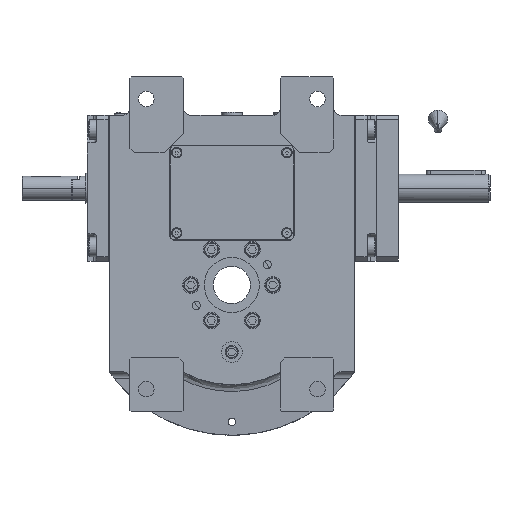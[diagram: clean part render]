
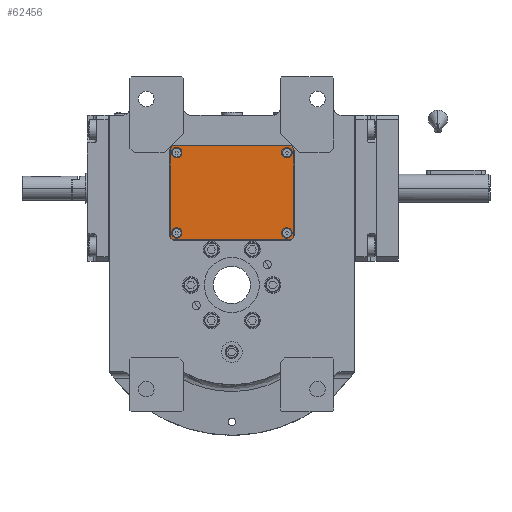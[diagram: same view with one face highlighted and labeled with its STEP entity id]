
A CAD part, front view. The second image highlights one B-rep face of the part: STEP entity #62456.
In plain terms, the highlighted face is planar.
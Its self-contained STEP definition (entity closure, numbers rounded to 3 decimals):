
#242 = LINE ( 'NONE', #22810, #59464 ) ;
#354 = ORIENTED_EDGE ( 'NONE', *, *, #19547, .T. ) ;
#1164 = EDGE_LOOP ( 'NONE', ( #16157, #15853 ) ) ;
#1372 = ORIENTED_EDGE ( 'NONE', *, *, #66536, .F. ) ;
#1833 = EDGE_CURVE ( 'NONE', #47384, #44390, #71338, .T. ) ;
#1935 = CARTESIAN_POINT ( 'NONE',  ( 40.5, -27., 3. ) ) ;
#2127 = AXIS2_PLACEMENT_3D ( 'NONE', #54901, #65983, #21648 ) ;
#2855 = CARTESIAN_POINT ( 'NONE',  ( 33.5, -27., 3. ) ) ;
#3366 = CARTESIAN_POINT ( 'NONE',  ( -37., -27., 3. ) ) ;
#4466 = EDGE_LOOP ( 'NONE', ( #65292, #1372 ) ) ;
#4737 = EDGE_CURVE ( 'NONE', #44390, #47384, #58852, .T. ) ;
#5111 = VERTEX_POINT ( 'NONE', #64570 ) ;
#5166 = VERTEX_POINT ( 'NONE', #58652 ) ;
#5573 = CIRCLE ( 'NONE', #17425, 3.5 ) ;
#6626 = CARTESIAN_POINT ( 'NONE',  ( 37., 27., 3. ) ) ;
#6962 = CARTESIAN_POINT ( 'NONE',  ( 37., 27., 3. ) ) ;
#7357 = EDGE_LOOP ( 'NONE', ( #29067, #42280 ) ) ;
#7535 = VERTEX_POINT ( 'NONE', #2855 ) ;
#7647 = CARTESIAN_POINT ( 'NONE',  ( -40.5, 27., 3. ) ) ;
#9903 = ORIENTED_EDGE ( 'NONE', *, *, #24139, .T. ) ;
#10601 = CARTESIAN_POINT ( 'NONE',  ( -33.5, 27., 3. ) ) ;
#10753 = VECTOR ( 'NONE', #64776, 1000. ) ;
#11298 = ORIENTED_EDGE ( 'NONE', *, *, #24882, .T. ) ;
#11657 = CARTESIAN_POINT ( 'NONE',  ( 41.5, -29.5, 3. ) ) ;
#11889 = CARTESIAN_POINT ( 'NONE',  ( -33.5, -27., 3. ) ) ;
#12465 = DIRECTION ( 'NONE',  ( -0.707, -0.707, 0. ) ) ;
#12725 = VECTOR ( 'NONE', #65661, 1000. ) ;
#13922 = CIRCLE ( 'NONE', #36339, 3.5 ) ;
#14469 = FACE_BOUND ( 'NONE', #4466, .T. ) ;
#14519 = DIRECTION ( 'NONE',  ( 1., 0., 0. ) ) ;
#14852 = DIRECTION ( 'NONE',  ( 1., 0., 0. ) ) ;
#15690 = EDGE_CURVE ( 'NONE', #5111, #36182, #49050, .T. ) ;
#15853 = ORIENTED_EDGE ( 'NONE', *, *, #1833, .F. ) ;
#16157 = ORIENTED_EDGE ( 'NONE', *, *, #4737, .F. ) ;
#17399 = CARTESIAN_POINT ( 'NONE',  ( 39.5, 31.5, 3. ) ) ;
#17425 = AXIS2_PLACEMENT_3D ( 'NONE', #6626, #28098, #67573 ) ;
#18833 = DIRECTION ( 'NONE',  ( 0., 0., 1. ) ) ;
#19367 = CARTESIAN_POINT ( 'NONE',  ( -39.5, -31.5, 3. ) ) ;
#19533 = VERTEX_POINT ( 'NONE', #23837 ) ;
#19547 = EDGE_CURVE ( 'NONE', #49810, #69367, #65499, .T. ) ;
#19919 = DIRECTION ( 'NONE',  ( -1., 0., 0. ) ) ;
#20057 = FACE_BOUND ( 'NONE', #1164, .T. ) ;
#21020 = CARTESIAN_POINT ( 'NONE',  ( -37., -27., 3. ) ) ;
#21648 = DIRECTION ( 'NONE',  ( 1., 0., 0. ) ) ;
#22255 = CARTESIAN_POINT ( 'NONE',  ( 41.5, 29.5, 3. ) ) ;
#22810 = CARTESIAN_POINT ( 'NONE',  ( 39.5, -31.5, 3. ) ) ;
#22915 = LINE ( 'NONE', #17399, #40694 ) ;
#23815 = ORIENTED_EDGE ( 'NONE', *, *, #63945, .T. ) ;
#23837 = CARTESIAN_POINT ( 'NONE',  ( -40.5, -27., 3. ) ) ;
#24139 = EDGE_CURVE ( 'NONE', #57724, #5166, #242, .T. ) ;
#24736 = CARTESIAN_POINT ( 'NONE',  ( 37., -27., 3. ) ) ;
#24882 = EDGE_CURVE ( 'NONE', #69367, #37477, #22915, .T. ) ;
#25033 = CARTESIAN_POINT ( 'NONE',  ( -39.5, 31.5, 3. ) ) ;
#25502 = VERTEX_POINT ( 'NONE', #59298 ) ;
#25906 = AXIS2_PLACEMENT_3D ( 'NONE', #58819, #35223, #57754 ) ;
#25935 = DIRECTION ( 'NONE',  ( 0., 0., 1. ) ) ;
#26377 = VERTEX_POINT ( 'NONE', #11889 ) ;
#26523 = VERTEX_POINT ( 'NONE', #1935 ) ;
#26653 = AXIS2_PLACEMENT_3D ( 'NONE', #6962, #52392, #64194 ) ;
#26796 = AXIS2_PLACEMENT_3D ( 'NONE', #3366, #25935, #71982 ) ;
#27309 = LINE ( 'NONE', #50188, #65229 ) ;
#27830 = ORIENTED_EDGE ( 'NONE', *, *, #28133, .F. ) ;
#28098 = DIRECTION ( 'NONE',  ( 0., 0., 1. ) ) ;
#28133 = EDGE_CURVE ( 'NONE', #26377, #19533, #13922, .T. ) ;
#28343 = EDGE_CURVE ( 'NONE', #26523, #7535, #55227, .T. ) ;
#28502 = CARTESIAN_POINT ( 'NONE',  ( 39.5, -31.5, 3. ) ) ;
#28512 = CIRCLE ( 'NONE', #58037, 3.5 ) ;
#29067 = ORIENTED_EDGE ( 'NONE', *, *, #15690, .F. ) ;
#29826 = EDGE_CURVE ( 'NONE', #34071, #69447, #27309, .T. ) ;
#30566 = CARTESIAN_POINT ( 'NONE',  ( -39.5, 31.5, 3. ) ) ;
#32614 = ORIENTED_EDGE ( 'NONE', *, *, #29826, .T. ) ;
#34071 = VERTEX_POINT ( 'NONE', #59591 ) ;
#35223 = DIRECTION ( 'NONE',  ( 0., 0., 1. ) ) ;
#35536 = EDGE_CURVE ( 'NONE', #37477, #25502, #58248, .T. ) ;
#35763 = ORIENTED_EDGE ( 'NONE', *, *, #52471, .F. ) ;
#36182 = VERTEX_POINT ( 'NONE', #71018 ) ;
#36201 = DIRECTION ( 'NONE',  ( 0., 0., 1. ) ) ;
#36339 = AXIS2_PLACEMENT_3D ( 'NONE', #21020, #72971, #38338 ) ;
#36632 = FACE_BOUND ( 'NONE', #7357, .T. ) ;
#36987 = CARTESIAN_POINT ( 'NONE',  ( 0., 0., 3. ) ) ;
#37477 = VERTEX_POINT ( 'NONE', #30566 ) ;
#38338 = DIRECTION ( 'NONE',  ( 1., 0., 0. ) ) ;
#39912 = DIRECTION ( 'NONE',  ( -1., 0., 0. ) ) ;
#40694 = VECTOR ( 'NONE', #39912, 1000. ) ;
#41834 = FACE_OUTER_BOUND ( 'NONE', #72620, .T. ) ;
#41933 = CARTESIAN_POINT ( 'NONE',  ( 39.5, 31.5, 3. ) ) ;
#42081 = VECTOR ( 'NONE', #14519, 1000. ) ;
#42280 = ORIENTED_EDGE ( 'NONE', *, *, #52560, .F. ) ;
#42489 = DIRECTION ( 'NONE',  ( -1., 0., 0. ) ) ;
#42572 = FACE_BOUND ( 'NONE', #53385, .T. ) ;
#43129 = LINE ( 'NONE', #70775, #12725 ) ;
#44390 = VERTEX_POINT ( 'NONE', #10601 ) ;
#44660 = DIRECTION ( 'NONE',  ( 0.707, -0.707, 0. ) ) ;
#44882 = ORIENTED_EDGE ( 'NONE', *, *, #35536, .T. ) ;
#45319 = DIRECTION ( 'NONE',  ( 0.707, 0.707, 0. ) ) ;
#47384 = VERTEX_POINT ( 'NONE', #7647 ) ;
#49050 = CIRCLE ( 'NONE', #26653, 3.5 ) ;
#49810 = VERTEX_POINT ( 'NONE', #22255 ) ;
#50188 = CARTESIAN_POINT ( 'NONE',  ( -41.5, -29.5, 3. ) ) ;
#50352 = CIRCLE ( 'NONE', #26796, 3.5 ) ;
#51796 = EDGE_CURVE ( 'NONE', #69447, #57724, #69898, .T. ) ;
#52392 = DIRECTION ( 'NONE',  ( 0., 0., 1. ) ) ;
#52471 = EDGE_CURVE ( 'NONE', #19533, #26377, #50352, .T. ) ;
#52560 = EDGE_CURVE ( 'NONE', #36182, #5111, #5573, .T. ) ;
#53385 = EDGE_LOOP ( 'NONE', ( #27830, #35763 ) ) ;
#53876 = AXIS2_PLACEMENT_3D ( 'NONE', #36987, #65447, #14852 ) ;
#54406 = ORIENTED_EDGE ( 'NONE', *, *, #64031, .T. ) ;
#54901 = CARTESIAN_POINT ( 'NONE',  ( 37., -27., 3. ) ) ;
#55227 = CIRCLE ( 'NONE', #2127, 3.5 ) ;
#56436 = VECTOR ( 'NONE', #61518, 1000. ) ;
#57724 = VERTEX_POINT ( 'NONE', #28502 ) ;
#57754 = DIRECTION ( 'NONE',  ( 1., 0., 0. ) ) ;
#58037 = AXIS2_PLACEMENT_3D ( 'NONE', #24736, #18833, #19919 ) ;
#58248 = LINE ( 'NONE', #25033, #58575 ) ;
#58575 = VECTOR ( 'NONE', #12465, 1000. ) ;
#58652 = CARTESIAN_POINT ( 'NONE',  ( 41.5, -29.5, 3. ) ) ;
#58819 = CARTESIAN_POINT ( 'NONE',  ( -37., 27., 3. ) ) ;
#58852 = CIRCLE ( 'NONE', #25906, 3.5 ) ;
#59197 = CARTESIAN_POINT ( 'NONE',  ( 41.5, 29.5, 3. ) ) ;
#59298 = CARTESIAN_POINT ( 'NONE',  ( -41.5, 29.5, 3. ) ) ;
#59464 = VECTOR ( 'NONE', #45319, 1000. ) ;
#59591 = CARTESIAN_POINT ( 'NONE',  ( -41.5, -29.5, 3. ) ) ;
#61518 = DIRECTION ( 'NONE',  ( 0., 1., 0. ) ) ;
#62456 = ADVANCED_FACE ( 'NONE', ( #41834, #36632, #20057, #14469, #42572 ), #65086, .T. ) ;
#63945 = EDGE_CURVE ( 'NONE', #25502, #34071, #43129, .T. ) ;
#64031 = EDGE_CURVE ( 'NONE', #5166, #49810, #72939, .T. ) ;
#64194 = DIRECTION ( 'NONE',  ( 1., 0., 0. ) ) ;
#64570 = CARTESIAN_POINT ( 'NONE',  ( 40.5, 27., 3. ) ) ;
#64776 = DIRECTION ( 'NONE',  ( -0.707, 0.707, 0. ) ) ;
#65086 = PLANE ( 'NONE',  #53876 ) ;
#65229 = VECTOR ( 'NONE', #44660, 1000. ) ;
#65292 = ORIENTED_EDGE ( 'NONE', *, *, #28343, .F. ) ;
#65447 = DIRECTION ( 'NONE',  ( 0., 0., 1. ) ) ;
#65499 = LINE ( 'NONE', #59197, #10753 ) ;
#65661 = DIRECTION ( 'NONE',  ( 0., -1., 0. ) ) ;
#65675 = ORIENTED_EDGE ( 'NONE', *, *, #51796, .T. ) ;
#65983 = DIRECTION ( 'NONE',  ( 0., 0., 1. ) ) ;
#66536 = EDGE_CURVE ( 'NONE', #7535, #26523, #28512, .T. ) ;
#67573 = DIRECTION ( 'NONE',  ( -1., 0., 0. ) ) ;
#69367 = VERTEX_POINT ( 'NONE', #41933 ) ;
#69447 = VERTEX_POINT ( 'NONE', #70672 ) ;
#69898 = LINE ( 'NONE', #19367, #42081 ) ;
#70133 = CARTESIAN_POINT ( 'NONE',  ( -37., 27., 3. ) ) ;
#70672 = CARTESIAN_POINT ( 'NONE',  ( -39.5, -31.5, 3. ) ) ;
#70775 = CARTESIAN_POINT ( 'NONE',  ( -41.5, 29.5, 3. ) ) ;
#71018 = CARTESIAN_POINT ( 'NONE',  ( 33.5, 27., 3. ) ) ;
#71338 = CIRCLE ( 'NONE', #72488, 3.5 ) ;
#71982 = DIRECTION ( 'NONE',  ( -1., 0., 0. ) ) ;
#72488 = AXIS2_PLACEMENT_3D ( 'NONE', #70133, #36201, #42489 ) ;
#72620 = EDGE_LOOP ( 'NONE', ( #54406, #354, #11298, #44882, #23815, #32614, #65675, #9903 ) ) ;
#72939 = LINE ( 'NONE', #11657, #56436 ) ;
#72971 = DIRECTION ( 'NONE',  ( 0., 0., 1. ) ) ;
